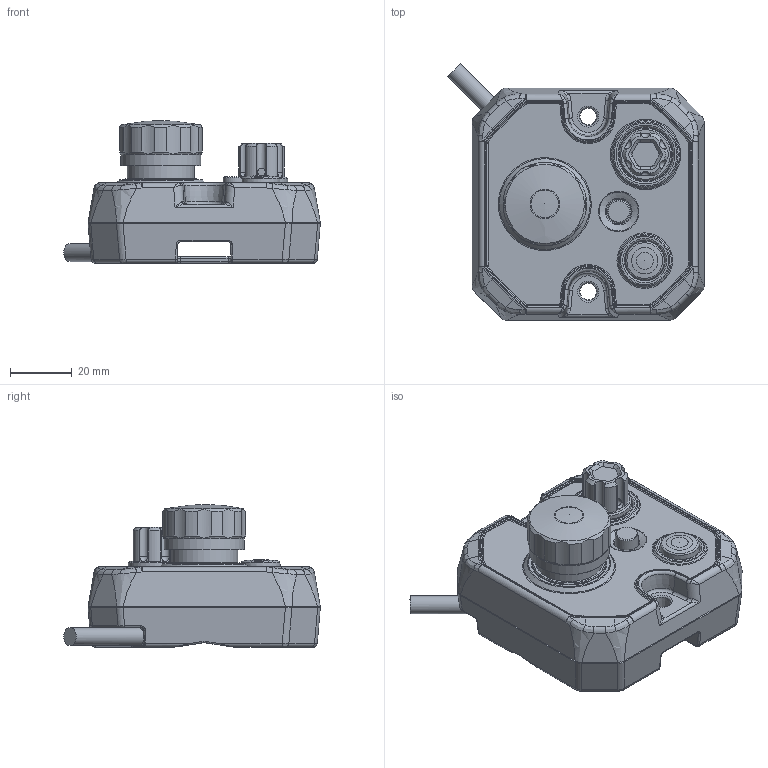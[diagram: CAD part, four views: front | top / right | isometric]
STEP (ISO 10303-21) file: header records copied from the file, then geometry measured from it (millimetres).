
FILE_DESCRIPTION(/* description */ (''),/* implementation_level */ '2;1');
FILE_NAME(/* name */ 'SC3 Control Box Simplified.step',/* time_stamp */ '2025-10-01T12:05:36+03:00',/* author */ (''),/* organization */ (''),/* preprocessor_version */ 'ST-DEVELOPER v20.1',/* originating_system */ 'Autodesk Translation Framework v14.17.0.0',/* authorisation */ '');
FILE_SCHEMA (('AUTOMOTIVE_DESIGN { 1 0 10303 214 3 1 1 }'));
Length unit declared in the file: millimetre
Products named in the file (1): Simplified Control Box
Bounding box: 82.83 x 82.83 x 46.05 mm (x, y, z)
Volume: 131489.6 mm3; surface area: 25245.8 mm2
Topology: 1 solids, 1 shells, 639 faces, 1544 edges, 917 vertices
Faces by surface type: cylinder 191, bspline 153, plane 141, torus 68, cone 65, sphere 21
Full cylindrical faces by diameter (mm): 2.529 x1, 5.372 x1, 5.386 x1, 5.5 x1, 5.8 x1, 7.4 x1, 8.5 x1, 13.65 x1, 14 x1, 17 x1, 21.6 x1, 21.7 x1, 23.65 x1, 25.9 x1
Entity records: 21985 total; most frequent: CARTESIAN_POINT 7578, ORIENTED_EDGE 3048, DIRECTION 2988, EDGE_CURVE 1524, AXIS2_PLACEMENT_3D 1237, VERTEX_POINT 917, EDGE_LOOP 675, FACE_OUTER_BOUND 639
